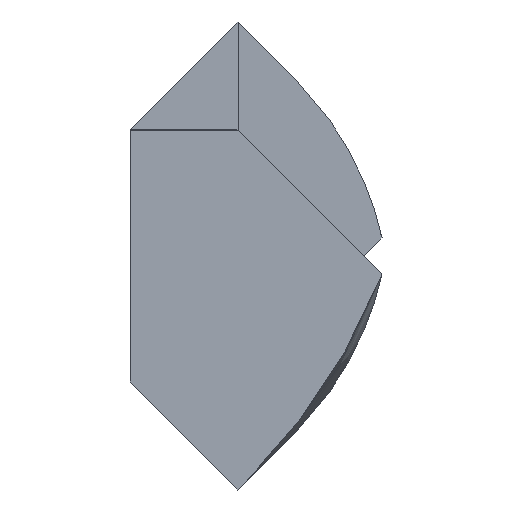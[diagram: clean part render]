
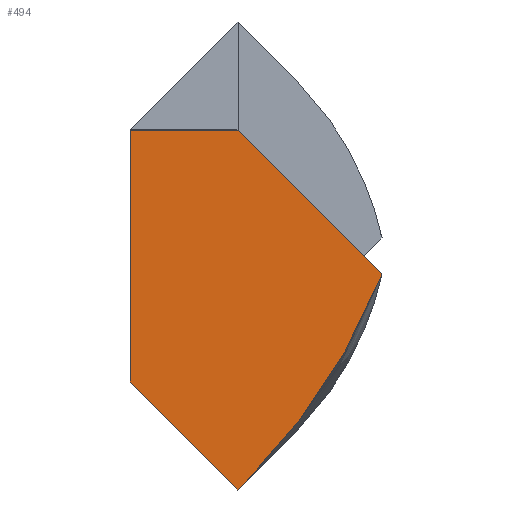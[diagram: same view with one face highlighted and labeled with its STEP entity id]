
A CAD part, left-side view. The second image highlights one B-rep face of the part: STEP entity #494.
In plain terms, the highlighted planar face has unit normal (-1, 0, 0).
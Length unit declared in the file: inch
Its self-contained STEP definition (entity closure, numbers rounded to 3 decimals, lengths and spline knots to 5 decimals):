
#20=B_SPLINE_CURVE_WITH_KNOTS('',3,(#834,#835,#836,#837,#838,#839,#840),
 .UNSPECIFIED.,.F.,.F.,(4,3,4),(0.,0.76632,1.78809),
 .UNSPECIFIED.);
#52=FACE_OUTER_BOUND('',#80,.T.);
#80=EDGE_LOOP('',(#424,#425,#426,#427,#428,#429));
#136=LINE('',#861,#190);
#141=LINE('',#869,#195);
#143=LINE('',#873,#197);
#144=LINE('',#874,#198);
#145=LINE('',#875,#199);
#190=VECTOR('',#649,0.3937);
#195=VECTOR('',#656,0.3937);
#197=VECTOR('',#660,0.3937);
#198=VECTOR('',#661,0.3937);
#199=VECTOR('',#662,0.3937);
#236=VERTEX_POINT('',#832);
#237=VERTEX_POINT('',#833);
#240=VERTEX_POINT('',#859);
#241=VERTEX_POINT('',#860);
#243=VERTEX_POINT('',#868);
#244=VERTEX_POINT('',#872);
#296=EDGE_CURVE('',#236,#237,#20,.T.);
#302=EDGE_CURVE('',#240,#241,#136,.T.);
#307=EDGE_CURVE('',#241,#243,#141,.T.);
#309=EDGE_CURVE('',#244,#236,#143,.T.);
#310=EDGE_CURVE('',#244,#243,#144,.T.);
#311=EDGE_CURVE('',#237,#240,#145,.T.);
#424=ORIENTED_EDGE('',*,*,#296,.F.);
#425=ORIENTED_EDGE('',*,*,#309,.F.);
#426=ORIENTED_EDGE('',*,*,#310,.T.);
#427=ORIENTED_EDGE('',*,*,#307,.F.);
#428=ORIENTED_EDGE('',*,*,#302,.F.);
#429=ORIENTED_EDGE('',*,*,#311,.F.);
#466=PLANE('',#543);
#494=ADVANCED_FACE('',(#52),#466,.T.);
#543=AXIS2_PLACEMENT_3D('',#871,#658,#659);
#649=DIRECTION('',(0.,0.707,0.707));
#656=DIRECTION('',(0.,0.,1.));
#658=DIRECTION('center_axis',(-1.,0.,0.));
#659=DIRECTION('ref_axis',(0.,0.,1.));
#660=DIRECTION('',(0.,-0.707,-0.707));
#661=DIRECTION('',(0.,1.,0.));
#662=DIRECTION('',(0.,0.707,-0.707));
#832=CARTESIAN_POINT('',(-4.5,-0.4,-0.05));
#833=CARTESIAN_POINT('',(-4.5,-0.01631,-0.63369));
#834=CARTESIAN_POINT('Ctrl Pts',(-4.5,-0.4,-0.05));
#835=CARTESIAN_POINT('Ctrl Pts',(-4.5,-0.36321,-0.14275));
#836=CARTESIAN_POINT('Ctrl Pts',(-4.5,-0.31798,-0.23314));
#837=CARTESIAN_POINT('Ctrl Pts',(-4.5,-0.26508,-0.31895));
#838=CARTESIAN_POINT('Ctrl Pts',(-4.5,-0.19455,-0.43335));
#839=CARTESIAN_POINT('Ctrl Pts',(-4.5,-0.11039,-0.53961));
#840=CARTESIAN_POINT('Ctrl Pts',(-4.5,-0.01631,-0.63369));
#859=CARTESIAN_POINT('',(-4.5,0.,-0.65));
#860=CARTESIAN_POINT('',(-4.5,0.3,-0.35));
#861=CARTESIAN_POINT('',(-4.5,0.075,-0.575));
#868=CARTESIAN_POINT('',(-4.5,0.3,0.35));
#869=CARTESIAN_POINT('',(-4.5,0.3,-0.65));
#871=CARTESIAN_POINT('Origin',(-4.5,0.,-0.65));
#872=CARTESIAN_POINT('',(-4.5,0.,0.35));
#873=CARTESIAN_POINT('',(-4.5,-0.35,0.));
#874=CARTESIAN_POINT('',(-4.5,0.,0.35));
#875=CARTESIAN_POINT('',(-4.5,-0.1,-0.55));
